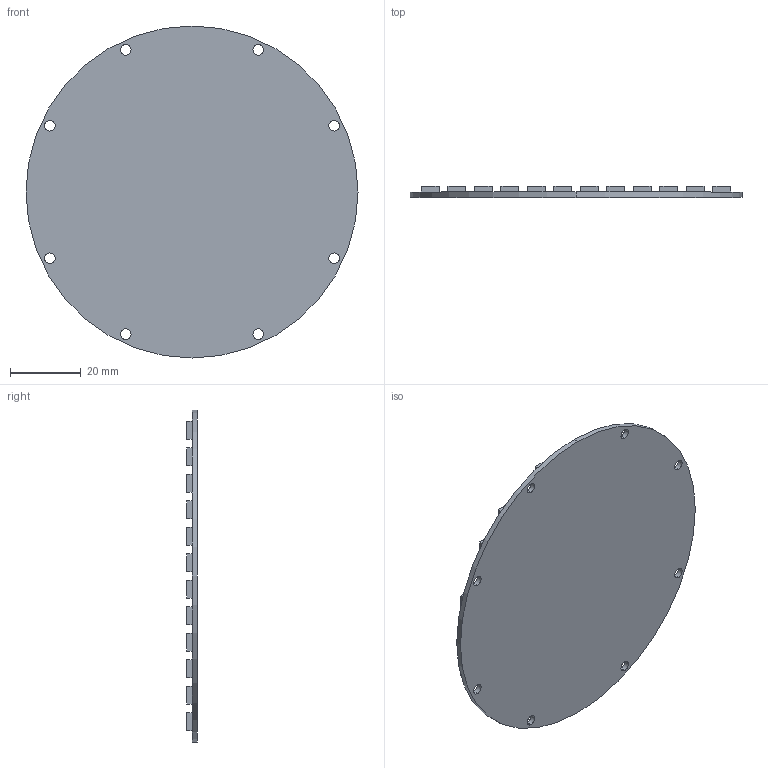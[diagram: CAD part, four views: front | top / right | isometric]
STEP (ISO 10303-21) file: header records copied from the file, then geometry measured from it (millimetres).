
FILE_DESCRIPTION (( 'STEP AP214' ), '1' );
FILE_NAME ('neopixel round12.STEP', '2024-06-26T21:50:34', ( '' ), ( '' ), 'SwSTEP 2.0', 'SolidWorks 2019', '' );
FILE_SCHEMA (( 'AUTOMOTIVE_DESIGN' ));
Length unit declared in the file: millimetre
Products named in the file (1): neopixel round12
Bounding box: 94 x 3.1 x 94 mm (x, y, z)
Volume: 14804.8 mm3; surface area: 25784.8 mm2
Topology: 225 solids, 225 shells, 1476 faces, 2742 edges, 1828 vertices
Faces by surface type: plane 1010, cylinder 466
Entity records: 46192 total; most frequent: DIRECTION 6628, CARTESIAN_POINT 6047, ORIENTED_EDGE 5484, EDGE_CURVE 2742, AXIS2_PLACEMENT_3D 2409, VERTEX_POINT 1828, LINE 1810, VECTOR 1810
